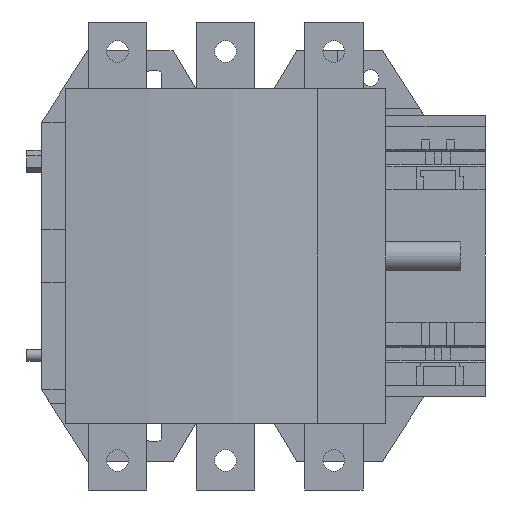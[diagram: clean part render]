
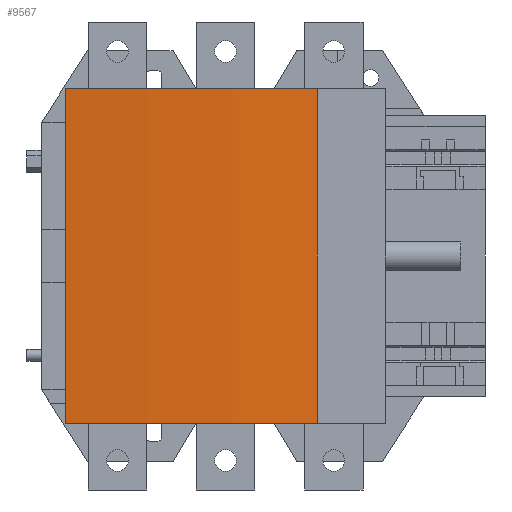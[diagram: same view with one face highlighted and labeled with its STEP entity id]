
A CAD part, front view. The second image highlights one B-rep face of the part: STEP entity #9567.
In plain terms, the highlighted cylindrical face has radius 651.734 mm (diameter 1303.47 mm), a partial arc.
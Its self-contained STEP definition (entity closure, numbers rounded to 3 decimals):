
#2821=DIRECTION('',(0.,0.,1.));
#2822=VECTOR('',#2821,170.);
#2823=CARTESIAN_POINT('',(-81.5,0.,-85.));
#2824=LINE('',#2823,#2822);
#2849=CARTESIAN_POINT('',(-17.5,648.584,85.));
#2850=DIRECTION('',(0.,0.,1.));
#2851=DIRECTION('',(-0.098,-0.995,0.));
#2852=AXIS2_PLACEMENT_3D('',#2849,#2850,#2851);
#2906=DIRECTION('',(0.,0.,1.));
#2907=VECTOR('',#2906,170.);
#2908=CARTESIAN_POINT('',(46.5,0.,-85.));
#2909=LINE('',#2908,#2907);
#2922=CARTESIAN_POINT('',(-17.5,648.584,-85.));
#2923=DIRECTION('',(0.,0.,1.));
#2924=DIRECTION('',(-0.098,-0.995,0.));
#2925=AXIS2_PLACEMENT_3D('',#2922,#2923,#2924);
#5039=CARTESIAN_POINT('',(-81.5,0.,-85.));
#5040=CARTESIAN_POINT('',(-81.5,0.,85.));
#5041=VERTEX_POINT('',#5039);
#5042=VERTEX_POINT('',#5040);
#5043=CARTESIAN_POINT('',(46.5,0.,-85.));
#5044=CARTESIAN_POINT('',(46.5,0.,85.));
#5045=VERTEX_POINT('',#5043);
#5046=VERTEX_POINT('',#5044);
#9553=CARTESIAN_POINT('',(-17.5,648.584,-85.));
#9554=DIRECTION('',(0.,0.,1.));
#9555=DIRECTION('',(1.,0.,0.));
#9556=AXIS2_PLACEMENT_3D('',#9553,#9554,#9555);
#9557=CYLINDRICAL_SURFACE('',#9556,651.734);
#9558=ORIENTED_EDGE('',*,*,#9532,.T.);
#9560=ORIENTED_EDGE('',*,*,#9559,.T.);
#9562=ORIENTED_EDGE('',*,*,#9561,.F.);
#9564=ORIENTED_EDGE('',*,*,#9563,.F.);
#9565=EDGE_LOOP('',(#9558,#9560,#9562,#9564));
#9566=FACE_OUTER_BOUND('',#9565,.F.);
#9567=ADVANCED_FACE('',(#9566),#9557,.T.);
#2853=CIRCLE('',#2852,651.734);
#2926=CIRCLE('',#2925,651.734);
#9532=EDGE_CURVE('',#5041,#5042,#2824,.T.);
#9559=EDGE_CURVE('',#5042,#5046,#2853,.T.);
#9561=EDGE_CURVE('',#5045,#5046,#2909,.T.);
#9563=EDGE_CURVE('',#5041,#5045,#2926,.T.);
